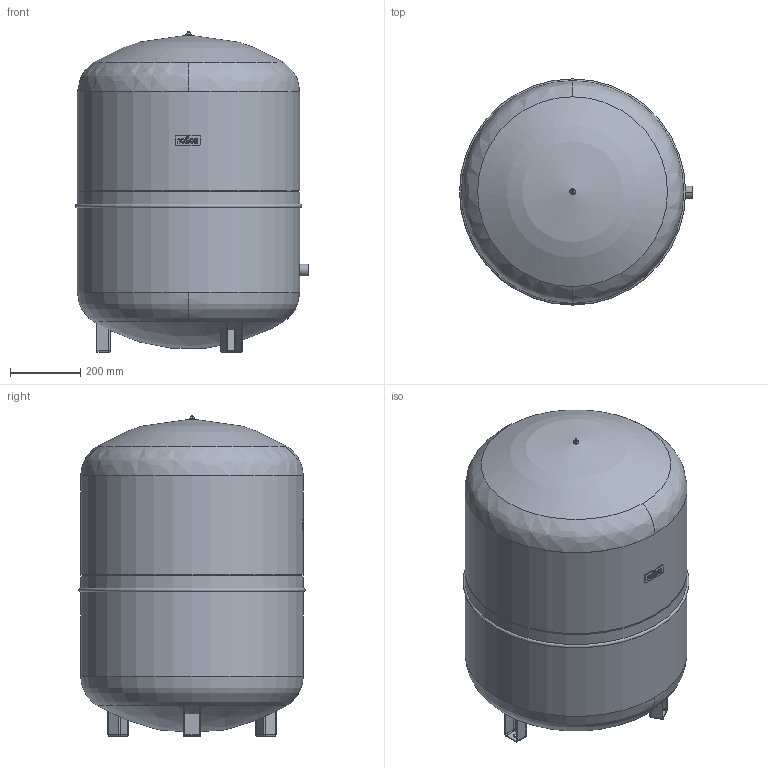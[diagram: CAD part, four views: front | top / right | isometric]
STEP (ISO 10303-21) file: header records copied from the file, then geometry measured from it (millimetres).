
FILE_DESCRIPTION((''),'2;1');
FILE_NAME('3d_N250_6bar_red-7214300.stp','2009-12-29T14:33:12',(''),(''),'Mechanical Desktop 2008','Mechanical Desktop 2008',', , ');
FILE_SCHEMA(('CONFIG_CONTROL_DESIGN'));
Length unit declared in the file: millimetre
Products named in the file (1): Product
Bounding box: 664.46 x 644.91 x 915 mm (x, y, z)
Volume: 247632521.1 mm3; surface area: 3416346 mm2
Topology: 16 solids, 16 shells, 245 faces, 554 edges, 334 vertices
Faces by surface type: plane 100, cylinder 90, torus 23, bspline 16, cone 9, sphere 7
Full cylindrical faces by diameter (mm): 634 x2, 634.014 x1
Entity records: 7289 total; most frequent: CARTESIAN_POINT 1654, DIRECTION 1248, ORIENTED_EDGE 1074, EDGE_CURVE 537, AXIS2_PLACEMENT_3D 481, VERTEX_POINT 333, VECTOR 286, LINE 286
